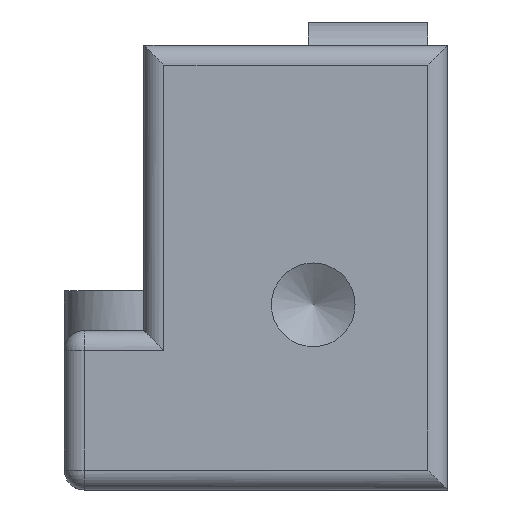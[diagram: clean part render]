
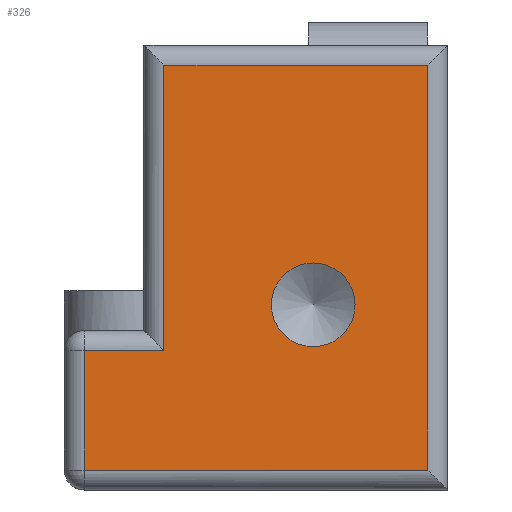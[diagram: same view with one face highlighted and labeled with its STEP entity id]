
A CAD part, front view. The second image highlights one B-rep face of the part: STEP entity #326.
In plain terms, the highlighted planar face has unit normal (0, -1, 0).
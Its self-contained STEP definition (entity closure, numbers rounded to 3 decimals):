
#210=FACE_BOUND('',#769,.T.);
#211=FACE_BOUND('',#770,.T.);
#326=ADVANCED_FACE('',(#210,#211),#524,.T.);
#524=PLANE('',#3473);
#769=EDGE_LOOP('',(#1370,#1371,#1372,#1373,#1374,#1375));
#770=EDGE_LOOP('',(#1376));
#1047=CIRCLE('',#3472,2.1);
#1370=ORIENTED_EDGE('',*,*,#2615,.T.);
#1371=ORIENTED_EDGE('',*,*,#2616,.T.);
#1372=ORIENTED_EDGE('',*,*,#2617,.T.);
#1373=ORIENTED_EDGE('',*,*,#2618,.T.);
#1374=ORIENTED_EDGE('',*,*,#2619,.T.);
#1375=ORIENTED_EDGE('',*,*,#2620,.T.);
#1376=ORIENTED_EDGE('',*,*,#2621,.T.);
#2295=VERTEX_POINT('',#5257);
#2296=VERTEX_POINT('',#5258);
#2297=VERTEX_POINT('',#5260);
#2298=VERTEX_POINT('',#5262);
#2299=VERTEX_POINT('',#5264);
#2300=VERTEX_POINT('',#5266);
#2301=VERTEX_POINT('',#5269);
#2615=EDGE_CURVE('',#2295,#2296,#2992,.T.);
#2616=EDGE_CURVE('',#2296,#2297,#2993,.T.);
#2617=EDGE_CURVE('',#2297,#2298,#2994,.T.);
#2618=EDGE_CURVE('',#2298,#2299,#2995,.T.);
#2619=EDGE_CURVE('',#2299,#2300,#2996,.T.);
#2620=EDGE_CURVE('',#2300,#2295,#2997,.T.);
#2621=EDGE_CURVE('',#2301,#2301,#1047,.T.);
#2992=LINE('',#5256,#3223);
#2993=LINE('',#5259,#3224);
#2994=LINE('',#5261,#3225);
#2995=LINE('',#5263,#3226);
#2996=LINE('',#5265,#3227);
#2997=LINE('',#5267,#3228);
#3223=VECTOR('',#4066,1.);
#3224=VECTOR('',#4067,1.);
#3225=VECTOR('',#4068,1.);
#3226=VECTOR('',#4069,1.);
#3227=VECTOR('',#4070,1.);
#3228=VECTOR('',#4071,1.);
#3472=AXIS2_PLACEMENT_3D('',#5268,#4072,#4073);
#3473=AXIS2_PLACEMENT_3D('',#5270,#4074,#4075);
#4066=DIRECTION('',(0.,0.,1.));
#4067=DIRECTION('',(-1.,0.,0.));
#4068=DIRECTION('',(0.,0.,-1.));
#4069=DIRECTION('',(-1.,0.,0.));
#4070=DIRECTION('',(0.,0.,-1.));
#4071=DIRECTION('',(1.,0.,0.));
#4072=DIRECTION('',(0.,1.,0.));
#4073=DIRECTION('',(0.,0.,-1.));
#4074=DIRECTION('',(0.,-1.,0.));
#4075=DIRECTION('',(0.,0.,-1.));
#5256=CARTESIAN_POINT('',(18.75,0.,0.));
#5257=CARTESIAN_POINT('',(18.75,0.,3.));
#5258=CARTESIAN_POINT('',(18.75,0.,23.33));
#5259=CARTESIAN_POINT('',(4.5,0.,23.33));
#5260=CARTESIAN_POINT('',(5.5,0.,23.33));
#5261=CARTESIAN_POINT('',(5.5,0.,0.));
#5262=CARTESIAN_POINT('',(5.5,0.,9.));
#5263=CARTESIAN_POINT('',(20.,0.,9.));
#5264=CARTESIAN_POINT('',(1.5,0.,9.));
#5265=CARTESIAN_POINT('',(1.5,0.,0.));
#5266=CARTESIAN_POINT('',(1.5,0.,3.));
#5267=CARTESIAN_POINT('',(20.,0.,3.));
#5268=CARTESIAN_POINT('',(13.,0.,11.3));
#5269=CARTESIAN_POINT('',(13.,0.,9.2));
#5270=CARTESIAN_POINT('',(20.,0.,0.));
